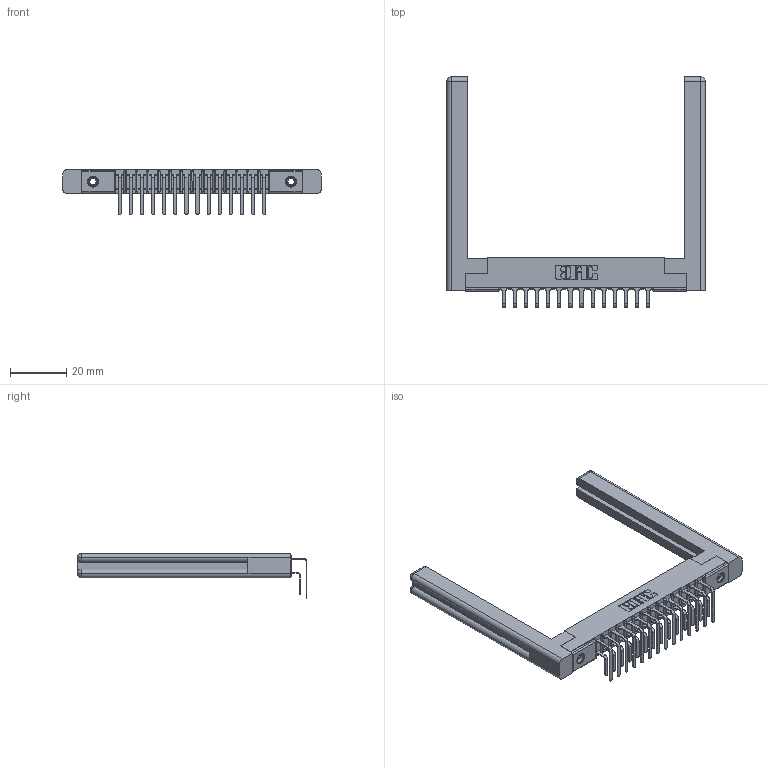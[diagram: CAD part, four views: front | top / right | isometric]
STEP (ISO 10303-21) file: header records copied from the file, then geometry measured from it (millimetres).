
FILE_DESCRIPTION (( 'STEP AP203' ), '1' );
FILE_NAME ('357-014-459-158.STEP', '2020-09-30T15:48:44', ( '' ), ( '' ), 'SwSTEP 2.0', 'SolidWorks 2020', '' );
FILE_SCHEMA (( 'CONFIG_CONTROL_DESIGN' ));
Length unit declared in the file: inch
Products named in the file (6): 357-014-459-158; 307 Part_.156 Dia Mounting Holes; 307-290-001_558 559 - 1 (Single); 345-250-001_345-250-001-102; 307-290-001_559 - 2 (Single); 307-220-058
Assembly tree (33 placements, depth 2):
  357-014-459-158
    307 Part_.156 Dia Mounting Holes
    307-290-001_558 559 - 1 (Single)  x14
    307-290-001_559 - 2 (Single)  x14
    307-220-058  x2
    345-250-001_345-250-001-102  x2
Bounding box: 92.1 x 82 x 16.08 mm (x, y, z)
Volume: 13836 mm3; surface area: 16232.4 mm2
Topology: 33 solids, 33 shells, 1675 faces, 4653 edges, 3010 vertices
Faces by surface type: plane 1078, cylinder 543, sphere 30, torus 12, cone 12
Entity records: 19982 total; most frequent: CARTESIAN_POINT 3299, ORIENTED_EDGE 3208, DIRECTION 3200, EDGE_CURVE 1604, LINE 1214, VECTOR 1214, VERTEX_POINT 1038, AXIS2_PLACEMENT_3D 993
